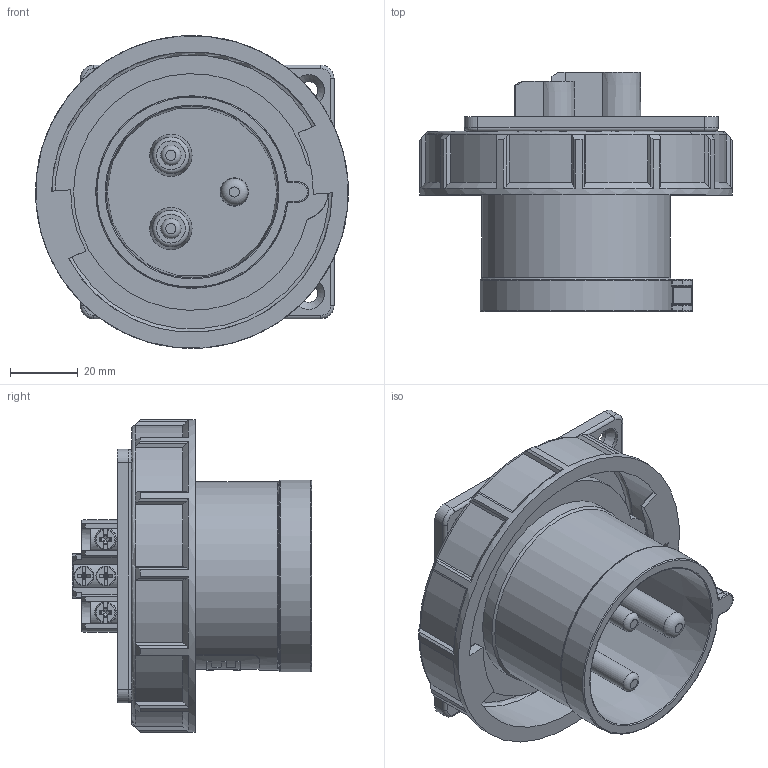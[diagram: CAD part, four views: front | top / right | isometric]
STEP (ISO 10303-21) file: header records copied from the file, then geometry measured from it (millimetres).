
FILE_DESCRIPTION (( 'STEP AP203' ), '1' );
FILE_NAME ('6232-6.STEP', '2017-12-20T12:40:45', ( '' ), ( '' ), 'SwSTEP 2.0', 'SolidWorks 2016', '' );
FILE_SCHEMA (( 'CONFIG_CONTROL_DESIGN' ));
Length unit declared in the file: millimetre
Products named in the file (1): 6232-6
Bounding box: 92.5 x 70.7 x 92.5 mm (x, y, z)
Volume: 90450.4 mm3; surface area: 59659.8 mm2
Topology: 1 solids, 1 shells, 714 faces, 1784 edges, 1105 vertices
Faces by surface type: plane 338, cylinder 117, cone 96, bspline 91, torus 60, sphere 12
Full cylindrical faces by diameter (mm): 3.4 x2, 4 x2, 4.7 x3, 6 x2, 8 x1, 8.5 x2, 9.4 x4, 10 x1, 55.646 x2, 56.9 x1, 64.3 x1, 83 x1, 92.5 x1
Entity records: 25730 total; most frequent: CARTESIAN_POINT 10196, ORIENTED_EDGE 3292, DIRECTION 2937, EDGE_CURVE 1646, AXIS2_PLACEMENT_3D 1146, VERTEX_POINT 1059, EDGE_LOOP 849, FACE_OUTER_BOUND 754
